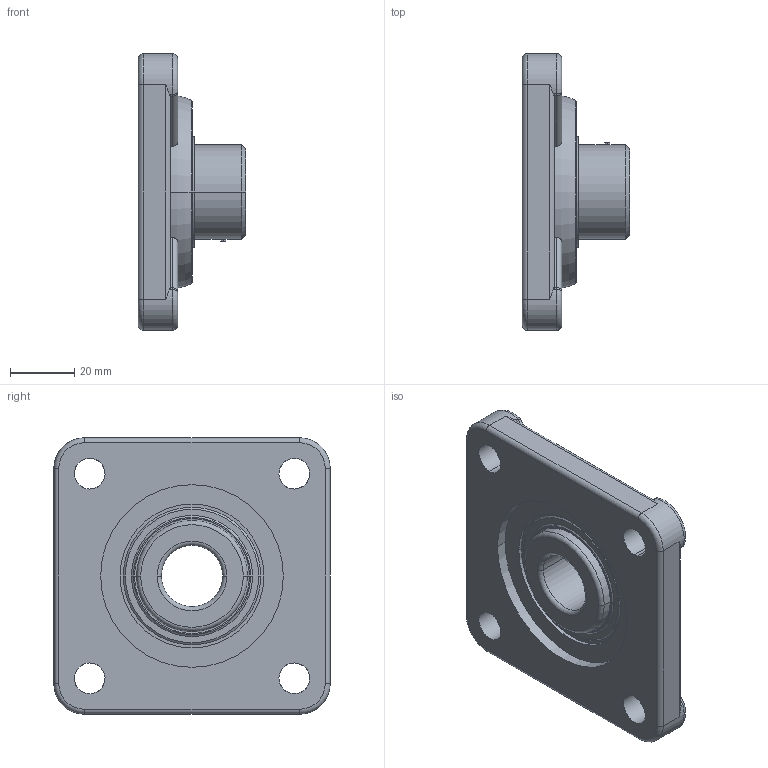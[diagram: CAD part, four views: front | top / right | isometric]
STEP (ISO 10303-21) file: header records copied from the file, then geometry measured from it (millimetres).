
FILE_DESCRIPTION((''),'2;1');
FILE_NAME('FLANGE_BEARING_4_ASM','2018-07-30T',('user'),(''),'PRO/ENGINEER BY PARAMETRIC TECHNOLOGY CORPORATION, 2017170','PRO/ENGINEER BY PARAMETRIC TECHNOLOGY CORPORATION, 2017170','');
FILE_SCHEMA(('AUTOMOTIVE_DESIGN { 1 0 10303 214 1 1 1 1 }'));
Length unit declared in the file: inch
Products named in the file (8): BEARING_CAT_OUTER; BEARING_CAT_CENTER; BEARING_CAT_SEAL; BEARING_CAT_SEAL_NEAR; BEARING_CAT_BALL; BEARING_CAT_ROLLER_SA_CSA; FLANGE; FLANGE_BEARING_4_ASM
Assembly tree (7 placements, depth 2):
  FLANGE_BEARING_4_ASM
    BEARING_CAT_OUTER
    BEARING_CAT_CENTER
    BEARING_CAT_SEAL
    BEARING_CAT_SEAL_NEAR
    BEARING_CAT_BALL
    BEARING_CAT_ROLLER_SA_CSA
    FLANGE
Bounding box: 33.34 x 85.72 x 85.72 mm (x, y, z)
Volume: 80218.8 mm3; surface area: 36243.9 mm2
Topology: 18 solids, 18 shells, 324 faces, 897 edges, 516 vertices
Faces by surface type: plane 88, cylinder 86, sphere 72, cone 44, torus 34
Entity records: 15953 total; most frequent: CARTESIAN_POINT 4178, DIRECTION 1772, ORIENTED_EDGE 1602, PRESENTATION_STYLE_ASSIGNMENT 832, STYLED_ITEM 819, CURVE_STYLE 801, EDGE_CURVE 801, AXIS2_PLACEMENT_3D 768
